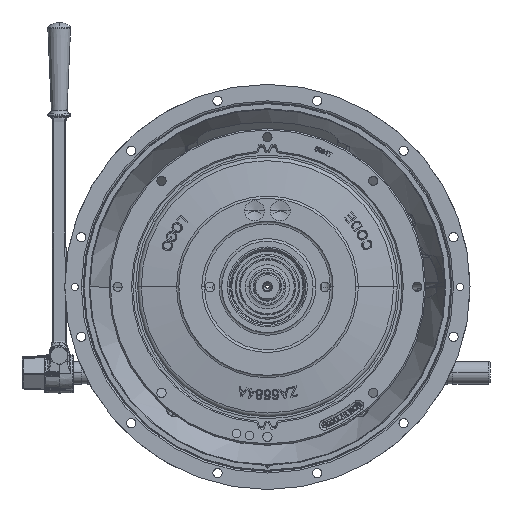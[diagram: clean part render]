
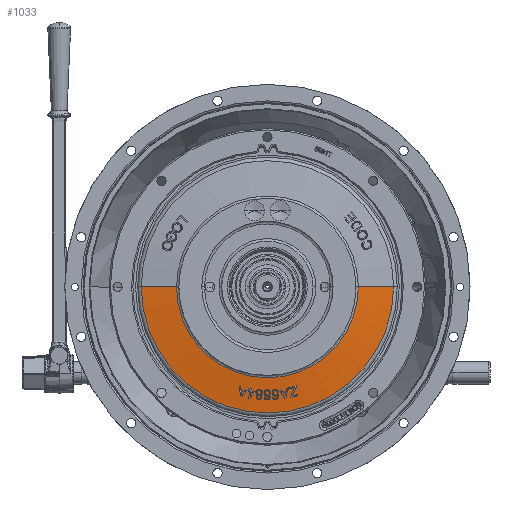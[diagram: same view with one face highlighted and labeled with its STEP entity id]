
A CAD part, top view. The second image highlights one B-rep face of the part: STEP entity #1033.
In plain terms, the highlighted conical face has half-angle 82.396 degrees and reference radius 144.463 mm.
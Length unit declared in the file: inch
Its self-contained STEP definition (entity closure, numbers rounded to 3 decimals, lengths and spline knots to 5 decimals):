
#1033 = ADVANCED_FACE ( 'NONE', ( #73648 ), #73678, .T. ) ;
#4681 = CARTESIAN_POINT ( 'NONE',  ( -3.98047, 0., -0.10354 ) ) ;
#4684 = CARTESIAN_POINT ( 'NONE',  ( 3.98047, 0., -0.10354 ) ) ;
#4687 = CARTESIAN_POINT ( 'NONE',  ( -5.52695, 0., -0.31 ) ) ;
#4688 = CARTESIAN_POINT ( 'NONE',  ( 5.52695, 0., -0.31 ) ) ;
#7088 = EDGE_CURVE ( 'NONE', #113694, #113690, #69537, .T. ) ;
#7104 = EDGE_CURVE ( 'NONE', #113694, #113691, #69575, .T. ) ;
#7116 = EDGE_CURVE ( 'NONE', #113691, #113689, #69602, .T. ) ;
#7128 = EDGE_CURVE ( 'NONE', #113690, #113689, #69631, .T. ) ;
#26297 = DIRECTION ( 'NONE',  ( -1., 0., 0. ) ) ;
#26299 = DIRECTION ( 'NONE',  ( 0., 0., 1. ) ) ;
#26325 = CARTESIAN_POINT ( 'NONE',  ( 0., 0., -0.31 ) ) ;
#26429 = DIRECTION ( 'NONE',  ( 0.991, 0., -0.132 ) ) ;
#26433 = CARTESIAN_POINT ( 'NONE',  ( 5.6875, 0., -0.33143 ) ) ;
#26495 = DIRECTION ( 'NONE',  ( -1., 0., 0. ) ) ;
#26499 = DIRECTION ( 'NONE',  ( 0., 0., 1. ) ) ;
#26519 = CARTESIAN_POINT ( 'NONE',  ( 0., 0., -0.10354 ) ) ;
#26564 = DIRECTION ( 'NONE',  ( -0.991, 0., -0.132 ) ) ;
#26568 = CARTESIAN_POINT ( 'NONE',  ( -5.6875, 0., -0.33143 ) ) ;
#54527 = AXIS2_PLACEMENT_3D ( 'NONE', #125468, #125479, #125481 ) ;
#56746 = AXIS2_PLACEMENT_3D ( 'NONE', #26519, #26499, #26495 ) ;
#56756 = AXIS2_PLACEMENT_3D ( 'NONE', #26325, #26299, #26297 ) ;
#69537 = LINE ( 'NONE', #26568, #69539 ) ;
#69539 = VECTOR ( 'NONE', #26564, 39.37008 ) ;
#69575 = CIRCLE ( 'NONE', #56746, 3.98047 ) ;
#69602 = LINE ( 'NONE', #26433, #69604 ) ;
#69604 = VECTOR ( 'NONE', #26429, 39.37008 ) ;
#69631 = CIRCLE ( 'NONE', #56756, 5.52695 ) ;
#73648 = FACE_OUTER_BOUND ( 'NONE', #114689, .T. ) ;
#73678 = CONICAL_SURFACE ( 'NONE', #54527, 5.6875, 1.438 ) ;
#113689 = VERTEX_POINT ( 'NONE', #4688 ) ;
#113690 = VERTEX_POINT ( 'NONE', #4687 ) ;
#113691 = VERTEX_POINT ( 'NONE', #4684 ) ;
#113694 = VERTEX_POINT ( 'NONE', #4681 ) ;
#114689 = EDGE_LOOP ( 'NONE', ( #122079, #122059, #122013, #122078 ) ) ;
#122013 = ORIENTED_EDGE ( 'NONE', *, *, #7128, .T. ) ;
#122059 = ORIENTED_EDGE ( 'NONE', *, *, #7088, .T. ) ;
#122078 = ORIENTED_EDGE ( 'NONE', *, *, #7116, .F. ) ;
#122079 = ORIENTED_EDGE ( 'NONE', *, *, #7104, .F. ) ;
#125468 = CARTESIAN_POINT ( 'NONE',  ( 0., 0., -0.33143 ) ) ;
#125479 = DIRECTION ( 'NONE',  ( 0., 0., -1. ) ) ;
#125481 = DIRECTION ( 'NONE',  ( 1., 0., 0. ) ) ;
